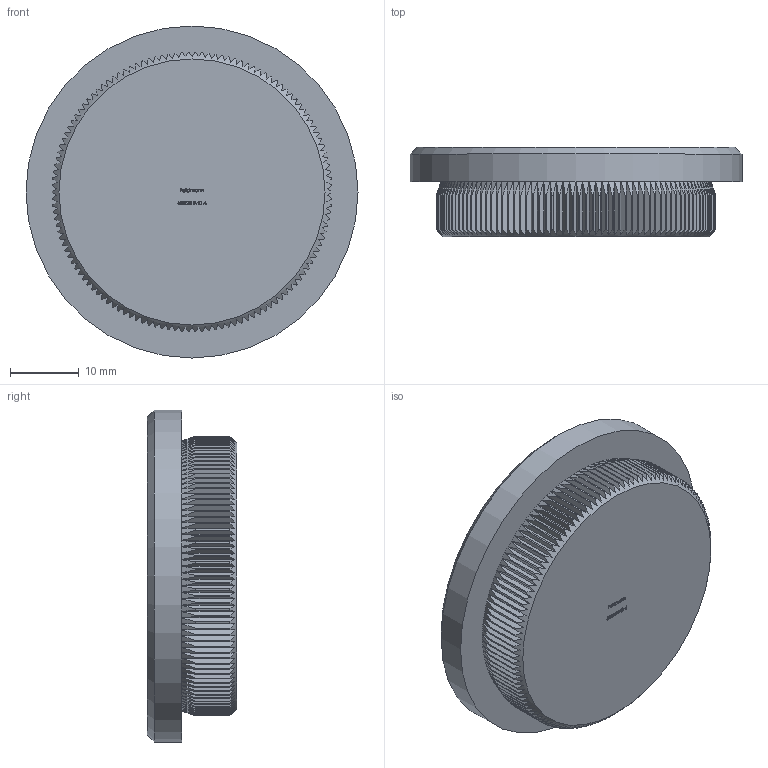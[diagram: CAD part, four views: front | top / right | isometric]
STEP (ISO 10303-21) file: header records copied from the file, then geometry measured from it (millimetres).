
FILE_DESCRIPTION (( 'STEP AP203' ), '1' );
FILE_NAME ('50325-240-4.step', '2020-03-17T14:57:09', ( '' ), ( '' ), 'SwSTEP 2.0', 'SolidWorks 2015', '' );
FILE_SCHEMA (( 'CONFIG_CONTROL_DESIGN' ));
Length unit declared in the file: millimetre
Products named in the file (2): 50325-240-4
Bounding box: 48.3 x 13 x 48.3 mm (x, y, z)
Volume: 19126.8 mm3; surface area: 6024.7 mm2
Topology: 1 solids, 1 shells, 775 faces, 1977 edges, 1231 vertices
Faces by surface type: plane 404, cone 132, cylinder 131, bspline 108
Full cylindrical faces by diameter (mm): 48.3 x1
Entity records: 29712 total; most frequent: CARTESIAN_POINT 12400, ORIENTED_EDGE 3946, DIRECTION 2969, EDGE_CURVE 1973, VERTEX_POINT 1230, AXIS2_PLACEMENT_3D 1063, VECTOR 843, LINE 843
